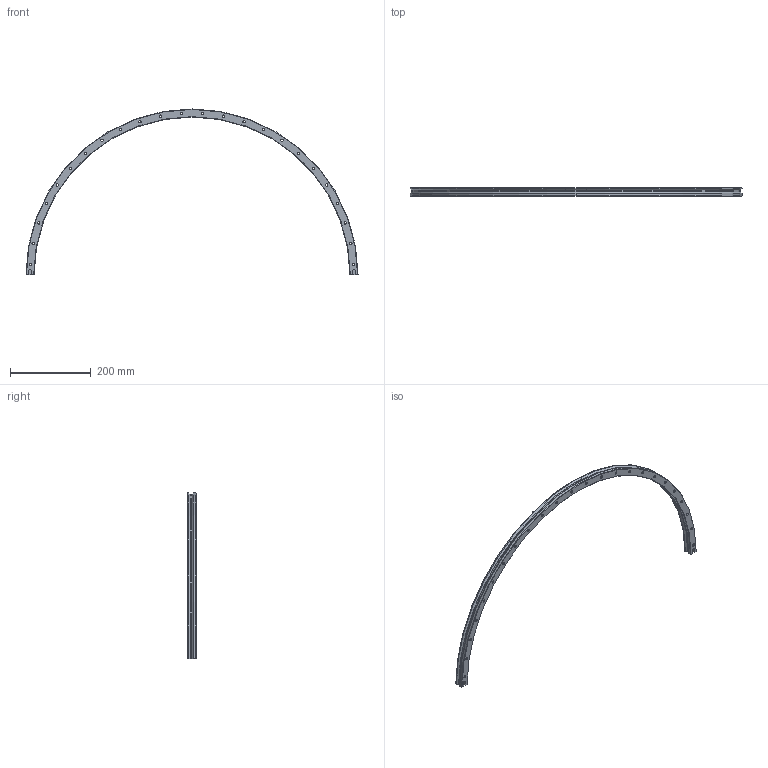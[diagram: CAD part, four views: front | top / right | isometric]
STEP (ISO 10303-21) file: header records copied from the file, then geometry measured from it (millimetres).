
FILE_DESCRIPTION (( 'STEP AP214' ), '1' );
FILE_NAME ('RCW-02-180-400-A3.STEP', '2022-12-07T15:50:11', ( '' ), ( '' ), 'SwSTEP 2.0', 'SolidWorks 2020', '' );
FILE_SCHEMA (( 'AUTOMOTIVE_DESIGN' ));
Length unit declared in the file: millimetre
Products named in the file (1): RCW-02-180-400-A3
Bounding box: 820 x 21 x 410 mm (x, y, z)
Volume: 429595.1 mm3; surface area: 120362.6 mm2
Topology: 1 solids, 1 shells, 160 faces, 394 edges, 260 vertices
Faces by surface type: cylinder 110, plane 34, cone 12, torus 4
Entity records: 4980 total; most frequent: DIRECTION 952, CARTESIAN_POINT 815, ORIENTED_EDGE 788, AXIS2_PLACEMENT_3D 397, EDGE_CURVE 394, VERTEX_POINT 260, CIRCLE 236, EDGE_LOOP 232
